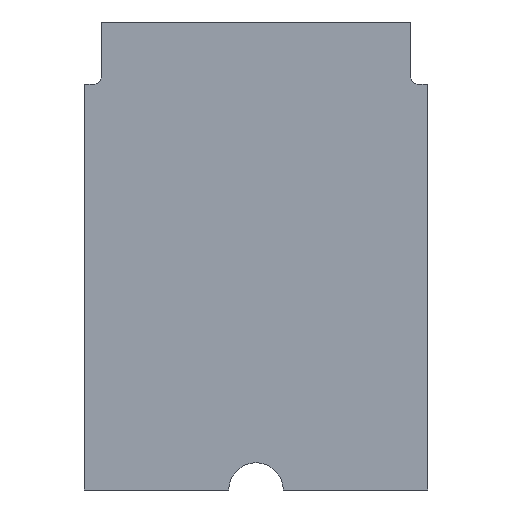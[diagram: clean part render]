
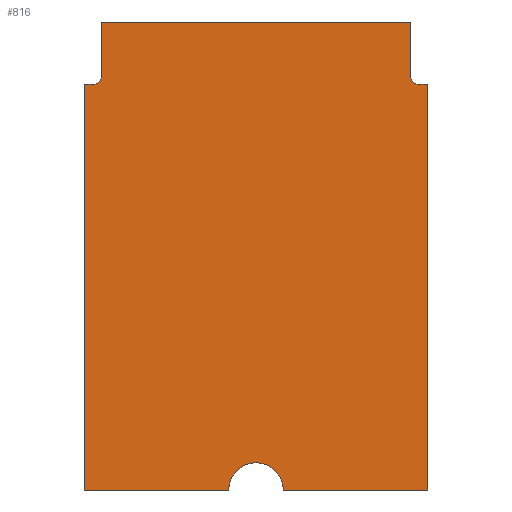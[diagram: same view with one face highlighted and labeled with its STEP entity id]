
A CAD part, front view. The second image highlights one B-rep face of the part: STEP entity #816.
In plain terms, the highlighted planar face has unit normal (0, -1, 0).
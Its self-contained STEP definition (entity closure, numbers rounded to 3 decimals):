
#4 = CARTESIAN_POINT ( 'NONE',  ( -10.425, 0., -3.5 ) ) ;
#39 = ORIENTED_EDGE ( 'NONE', *, *, #764, .F. ) ;
#64 = DIRECTION ( 'NONE',  ( 1., 0., 0. ) ) ;
#74 = VERTEX_POINT ( 'NONE', #276 ) ;
#130 = LINE ( 'NONE', #541, #263 ) ;
#159 = CARTESIAN_POINT ( 'NONE',  ( 9.925, 0., -3.5 ) ) ;
#186 = CARTESIAN_POINT ( 'NONE',  ( -9.925, 0., 0. ) ) ;
#187 = VERTEX_POINT ( 'NONE', #206 ) ;
#206 = CARTESIAN_POINT ( 'NONE',  ( 11., 0., -4. ) ) ;
#223 = LINE ( 'NONE', #665, #688 ) ;
#225 = VERTEX_POINT ( 'NONE', #956 ) ;
#232 = ORIENTED_EDGE ( 'NONE', *, *, #952, .F. ) ;
#240 = DIRECTION ( 'NONE',  ( 1., 0., 0. ) ) ;
#256 = EDGE_CURVE ( 'NONE', #1125, #681, #223, .T. ) ;
#259 = ORIENTED_EDGE ( 'NONE', *, *, #256, .F. ) ;
#263 = VECTOR ( 'NONE', #567, 1000. ) ;
#269 = CARTESIAN_POINT ( 'NONE',  ( -11., 0., -4. ) ) ;
#276 = CARTESIAN_POINT ( 'NONE',  ( 10.425, 0., -4. ) ) ;
#286 = DIRECTION ( 'NONE',  ( 0., 0., -1. ) ) ;
#291 = CARTESIAN_POINT ( 'NONE',  ( 11., 0., -30. ) ) ;
#326 = EDGE_CURVE ( 'NONE', #1165, #620, #1220, .T. ) ;
#330 = CARTESIAN_POINT ( 'NONE',  ( -11., 0., -4. ) ) ;
#411 = DIRECTION ( 'NONE',  ( 0., 0., 1. ) ) ;
#440 = DIRECTION ( 'NONE',  ( -1., 0., 0. ) ) ;
#446 = CARTESIAN_POINT ( 'NONE',  ( 10.425, 0., -3.5 ) ) ;
#455 = CARTESIAN_POINT ( 'NONE',  ( -9.925, 0., -3.5 ) ) ;
#461 = VERTEX_POINT ( 'NONE', #1184 ) ;
#466 = VECTOR ( 'NONE', #1336, 1000. ) ;
#468 = EDGE_LOOP ( 'NONE', ( #1146, #1377, #907, #39, #1309, #232, #830, #1176, #1368, #954, #837, #259 ) ) ;
#517 = CIRCLE ( 'NONE', #715, 1.75 ) ;
#526 = DIRECTION ( 'NONE',  ( 0., -1., 0. ) ) ;
#536 = CIRCLE ( 'NONE', #713, 0.5 ) ;
#541 = CARTESIAN_POINT ( 'NONE',  ( 10.425, 0., -4. ) ) ;
#562 = VECTOR ( 'NONE', #440, 1000. ) ;
#567 = DIRECTION ( 'NONE',  ( 1., 0., 0. ) ) ;
#586 = VECTOR ( 'NONE', #411, 1000. ) ;
#591 = EDGE_CURVE ( 'NONE', #681, #1165, #1031, .T. ) ;
#601 = DIRECTION ( 'NONE',  ( 0., -1., 0. ) ) ;
#606 = VECTOR ( 'NONE', #64, 1000. ) ;
#620 = VERTEX_POINT ( 'NONE', #895 ) ;
#639 = VERTEX_POINT ( 'NONE', #159 ) ;
#650 = AXIS2_PLACEMENT_3D ( 'NONE', #446, #1091, #765 ) ;
#659 = DIRECTION ( 'NONE',  ( -1., 0., 0. ) ) ;
#665 = CARTESIAN_POINT ( 'NONE',  ( -11., 0., -30. ) ) ;
#670 = DIRECTION ( 'NONE',  ( 0., 0., 1. ) ) ;
#681 = VERTEX_POINT ( 'NONE', #1219 ) ;
#688 = VECTOR ( 'NONE', #659, 1000. ) ;
#713 = AXIS2_PLACEMENT_3D ( 'NONE', #4, #772, #670 ) ;
#715 = AXIS2_PLACEMENT_3D ( 'NONE', #1385, #526, #945 ) ;
#716 = LINE ( 'NONE', #1046, #1381 ) ;
#737 = AXIS2_PLACEMENT_3D ( 'NONE', #1224, #601, #1230 ) ;
#764 = EDGE_CURVE ( 'NONE', #74, #187, #130, .T. ) ;
#765 = DIRECTION ( 'NONE',  ( 0., 0., -1. ) ) ;
#772 = DIRECTION ( 'NONE',  ( 0., -1., 0. ) ) ;
#788 = PLANE ( 'NONE',  #737 ) ;
#816 = ADVANCED_FACE ( 'NONE', ( #1007 ), #788, .T. ) ;
#830 = ORIENTED_EDGE ( 'NONE', *, *, #944, .F. ) ;
#831 = CIRCLE ( 'NONE', #650, 0.5 ) ;
#837 = ORIENTED_EDGE ( 'NONE', *, *, #591, .F. ) ;
#848 = DIRECTION ( 'NONE',  ( 0., 0., -1. ) ) ;
#862 = VERTEX_POINT ( 'NONE', #1244 ) ;
#873 = VECTOR ( 'NONE', #240, 1000. ) ;
#895 = CARTESIAN_POINT ( 'NONE',  ( -10.425, 0., -4. ) ) ;
#907 = ORIENTED_EDGE ( 'NONE', *, *, #926, .F. ) ;
#926 = EDGE_CURVE ( 'NONE', #187, #461, #927, .T. ) ;
#927 = LINE ( 'NONE', #1373, #1217 ) ;
#944 = EDGE_CURVE ( 'NONE', #993, #862, #1378, .T. ) ;
#945 = DIRECTION ( 'NONE',  ( 0., 0., -1. ) ) ;
#946 = CARTESIAN_POINT ( 'NONE',  ( -9.925, 0., 0. ) ) ;
#952 = EDGE_CURVE ( 'NONE', #862, #639, #716, .T. ) ;
#954 = ORIENTED_EDGE ( 'NONE', *, *, #326, .F. ) ;
#956 = CARTESIAN_POINT ( 'NONE',  ( 1.75, 0., -30. ) ) ;
#962 = EDGE_CURVE ( 'NONE', #1130, #993, #1367, .T. ) ;
#993 = VERTEX_POINT ( 'NONE', #186 ) ;
#1007 = FACE_OUTER_BOUND ( 'NONE', #468, .T. ) ;
#1031 = LINE ( 'NONE', #269, #466 ) ;
#1046 = CARTESIAN_POINT ( 'NONE',  ( 9.925, 0., 0. ) ) ;
#1055 = EDGE_CURVE ( 'NONE', #461, #225, #1263, .T. ) ;
#1091 = DIRECTION ( 'NONE',  ( 0., -1., 0. ) ) ;
#1125 = VERTEX_POINT ( 'NONE', #1297 ) ;
#1130 = VERTEX_POINT ( 'NONE', #455 ) ;
#1146 = ORIENTED_EDGE ( 'NONE', *, *, #1372, .F. ) ;
#1160 = EDGE_CURVE ( 'NONE', #620, #1130, #536, .T. ) ;
#1165 = VERTEX_POINT ( 'NONE', #330 ) ;
#1168 = CARTESIAN_POINT ( 'NONE',  ( -9.925, 0., 0. ) ) ;
#1176 = ORIENTED_EDGE ( 'NONE', *, *, #962, .F. ) ;
#1184 = CARTESIAN_POINT ( 'NONE',  ( 11., 0., -30. ) ) ;
#1201 = EDGE_CURVE ( 'NONE', #639, #74, #831, .T. ) ;
#1217 = VECTOR ( 'NONE', #286, 1000. ) ;
#1219 = CARTESIAN_POINT ( 'NONE',  ( -11., 0., -30. ) ) ;
#1220 = LINE ( 'NONE', #1337, #873 ) ;
#1224 = CARTESIAN_POINT ( 'NONE',  ( 0., 0., -30. ) ) ;
#1230 = DIRECTION ( 'NONE',  ( 0., 0., -1. ) ) ;
#1244 = CARTESIAN_POINT ( 'NONE',  ( 9.925, 0., 0. ) ) ;
#1263 = LINE ( 'NONE', #291, #562 ) ;
#1297 = CARTESIAN_POINT ( 'NONE',  ( -1.75, 0., -30. ) ) ;
#1309 = ORIENTED_EDGE ( 'NONE', *, *, #1201, .F. ) ;
#1336 = DIRECTION ( 'NONE',  ( 0., 0., 1. ) ) ;
#1337 = CARTESIAN_POINT ( 'NONE',  ( -10.425, 0., -4. ) ) ;
#1367 = LINE ( 'NONE', #1168, #586 ) ;
#1368 = ORIENTED_EDGE ( 'NONE', *, *, #1160, .F. ) ;
#1372 = EDGE_CURVE ( 'NONE', #225, #1125, #517, .T. ) ;
#1373 = CARTESIAN_POINT ( 'NONE',  ( 11., 0., -4. ) ) ;
#1377 = ORIENTED_EDGE ( 'NONE', *, *, #1055, .F. ) ;
#1378 = LINE ( 'NONE', #946, #606 ) ;
#1381 = VECTOR ( 'NONE', #848, 1000. ) ;
#1385 = CARTESIAN_POINT ( 'NONE',  ( 0., 0., -30. ) ) ;
